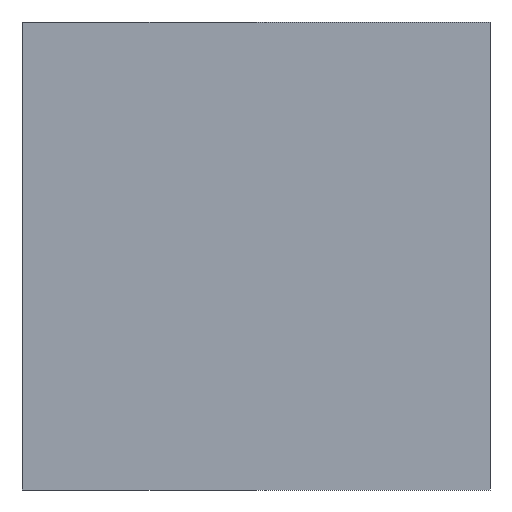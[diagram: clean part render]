
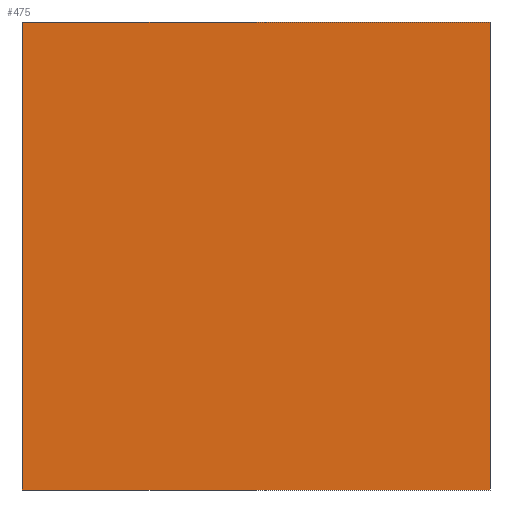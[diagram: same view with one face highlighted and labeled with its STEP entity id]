
A CAD part, front view. The second image highlights one B-rep face of the part: STEP entity #475.
In plain terms, the highlighted planar face has unit normal (0, -1, 0).
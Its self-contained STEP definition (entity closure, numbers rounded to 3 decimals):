
#311=CARTESIAN_POINT('POINT21',(0.,-2.9,0.));
#312=VERTEX_POINT('VERTEX21',#311);
#329=CARTESIAN_POINT('POINT24',(2.9,-2.9,0.));
#330=VERTEX_POINT('VERTEX24',#329);
#337=CARTESIAN_POINT('POS40',(0.,-2.9,0.));
#338=DIRECTION('DIR59',(-1.,0.,0.));
#339=VECTOR('VEC21',#338,1.);
#340=LINE('STRAIGHT21',#337,#339);
#341=EDGE_CURVE('EDGE33',#330,#312,#340,.T.);
#426=CARTESIAN_POINT('POINT29',(2.9,-2.9,2.9));
#427=VERTEX_POINT('VERTEX29',#426);
#434=CARTESIAN_POINT('POS50',(2.9,-2.9,0.));
#435=DIRECTION('DIR73',(0.,0.,-1.));
#436=VECTOR('VEC27',#435,1.);
#437=LINE('STRAIGHT27',#434,#436);
#438=EDGE_CURVE('EDGE41',#427,#330,#437,.T.);
#452=ORIENTED_EDGE('COEDGE75',*,*,#341,.F.);
#453=ORIENTED_EDGE('COEDGE76',*,*,#438,.F.);
#454=CARTESIAN_POINT('POINT30',(0.,-2.9,2.9));
#455=VERTEX_POINT('VERTEX30',#454);
#456=CARTESIAN_POINT('POS52',(0.,-2.9,2.9));
#457=DIRECTION('DIR76',(-1.,0.,0.));
#458=VECTOR('VEC28',#457,1.);
#459=LINE('STRAIGHT28',#456,#458);
#460=EDGE_CURVE('EDGE42',#427,#455,#459,.T.);
#461=ORIENTED_EDGE('COEDGE77',*,*,#460,.T.);
#462=CARTESIAN_POINT('POS53',(0.,-2.9,0.));
#463=DIRECTION('DIR77',(0.,0.,-1.));
#464=VECTOR('VEC29',#463,1.);
#465=LINE('STRAIGHT29',#462,#464);
#466=EDGE_CURVE('EDGE43',#455,#312,#465,.T.);
#467=ORIENTED_EDGE('COEDGE78',*,*,#466,.T.);
#468=EDGE_LOOP('NONE',(#452,#453,#461,#467));
#469=FACE_BOUND('LOOP1',#468,.T.);
#470=CARTESIAN_POINT('POS54',(0.,-2.9,0.));
#471=DIRECTION('DIR78',(0.,-1.,0.));
#472=DIRECTION('DIR79',(1.,0.,0.));
#473=AXIS2_PLACEMENT_3D('AXIS25',#470,#471,#472);
#474=PLANE('PLANE9',#473);
#475=ADVANCED_FACE('FACE15',(#469),#474,.T.);
